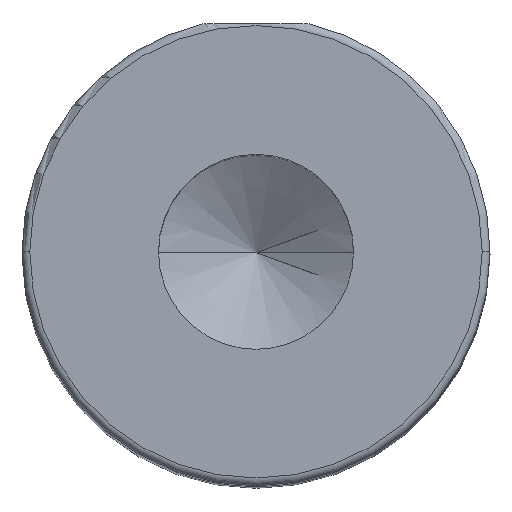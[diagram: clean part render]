
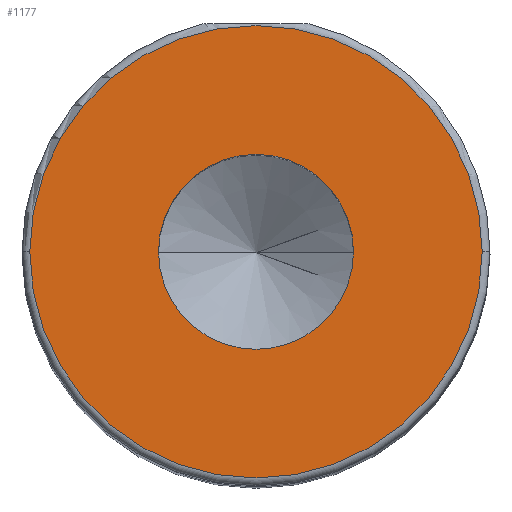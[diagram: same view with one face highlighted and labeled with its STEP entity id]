
A CAD part, top view. The second image highlights one B-rep face of the part: STEP entity #1177.
In plain terms, the highlighted planar face has unit normal (0, 0, 1).
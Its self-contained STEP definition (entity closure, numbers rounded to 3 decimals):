
#23 = ORIENTED_EDGE ( 'NONE', *, *, #368, .T. ) ;
#37 = CARTESIAN_POINT ( 'NONE',  ( 0., 0., 20. ) ) ;
#65 = CARTESIAN_POINT ( 'NONE',  ( 5.8, 0., 20. ) ) ;
#75 = DIRECTION ( 'NONE',  ( 1., 0., 0. ) ) ;
#99 = EDGE_LOOP ( 'NONE', ( #23, #1216 ) ) ;
#110 = EDGE_LOOP ( 'NONE', ( #436, #574 ) ) ;
#151 = DIRECTION ( 'NONE',  ( 1., 0., 0. ) ) ;
#184 = DIRECTION ( 'NONE',  ( 0., 0., 1. ) ) ;
#218 = CARTESIAN_POINT ( 'NONE',  ( -5.8, 0., 20. ) ) ;
#240 = EDGE_CURVE ( 'NONE', #286, #752, #1152, .T. ) ;
#272 = PLANE ( 'NONE',  #1185 ) ;
#286 = VERTEX_POINT ( 'NONE', #1056 ) ;
#368 = EDGE_CURVE ( 'NONE', #1275, #882, #657, .T. ) ;
#396 = AXIS2_PLACEMENT_3D ( 'NONE', #439, #1131, #541 ) ;
#436 = ORIENTED_EDGE ( 'NONE', *, *, #1067, .F. ) ;
#439 = CARTESIAN_POINT ( 'NONE',  ( 0., 0., 20. ) ) ;
#472 = CARTESIAN_POINT ( 'NONE',  ( 2.5, 0., 20. ) ) ;
#519 = AXIS2_PLACEMENT_3D ( 'NONE', #37, #746, #151 ) ;
#541 = DIRECTION ( 'NONE',  ( 1., 0., 0. ) ) ;
#547 = DIRECTION ( 'NONE',  ( 0., 0., 1. ) ) ;
#574 = ORIENTED_EDGE ( 'NONE', *, *, #240, .F. ) ;
#657 = CIRCLE ( 'NONE', #728, 5.8 ) ;
#676 = DIRECTION ( 'NONE',  ( 0., 0., 1. ) ) ;
#728 = AXIS2_PLACEMENT_3D ( 'NONE', #782, #184, #870 ) ;
#746 = DIRECTION ( 'NONE',  ( 0., 0., 1. ) ) ;
#752 = VERTEX_POINT ( 'NONE', #472 ) ;
#782 = CARTESIAN_POINT ( 'NONE',  ( 0., 0., 20. ) ) ;
#856 = FACE_BOUND ( 'NONE', #110, .T. ) ;
#870 = DIRECTION ( 'NONE',  ( 1., 0., 0. ) ) ;
#882 = VERTEX_POINT ( 'NONE', #218 ) ;
#925 = AXIS2_PLACEMENT_3D ( 'NONE', #1255, #676, #75 ) ;
#958 = CARTESIAN_POINT ( 'NONE',  ( 0., 0., 20. ) ) ;
#1056 = CARTESIAN_POINT ( 'NONE',  ( -2.5, 0., 20. ) ) ;
#1067 = EDGE_CURVE ( 'NONE', #752, #286, #1198, .T. ) ;
#1075 = EDGE_CURVE ( 'NONE', #882, #1275, #1179, .T. ) ;
#1088 = FACE_OUTER_BOUND ( 'NONE', #99, .T. ) ;
#1131 = DIRECTION ( 'NONE',  ( 0., 0., 1. ) ) ;
#1152 = CIRCLE ( 'NONE', #925, 2.5 ) ;
#1177 = ADVANCED_FACE ( 'NONE', ( #856, #1088 ), #272, .T. ) ;
#1179 = CIRCLE ( 'NONE', #519, 5.8 ) ;
#1185 = AXIS2_PLACEMENT_3D ( 'NONE', #958, #547, #1226 ) ;
#1198 = CIRCLE ( 'NONE', #396, 2.5 ) ;
#1216 = ORIENTED_EDGE ( 'NONE', *, *, #1075, .T. ) ;
#1226 = DIRECTION ( 'NONE',  ( 1., 0., 0. ) ) ;
#1255 = CARTESIAN_POINT ( 'NONE',  ( 0., 0., 20. ) ) ;
#1275 = VERTEX_POINT ( 'NONE', #65 ) ;
